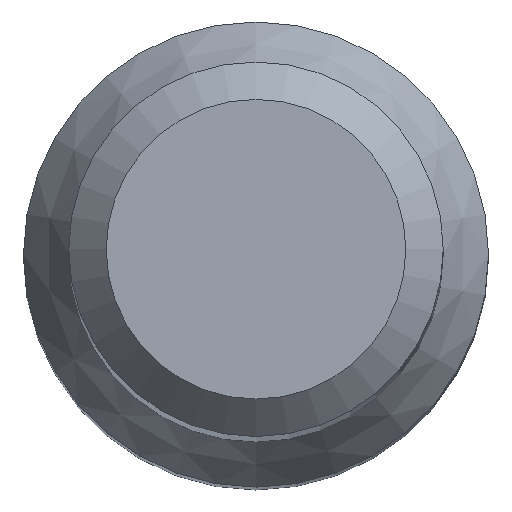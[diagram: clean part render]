
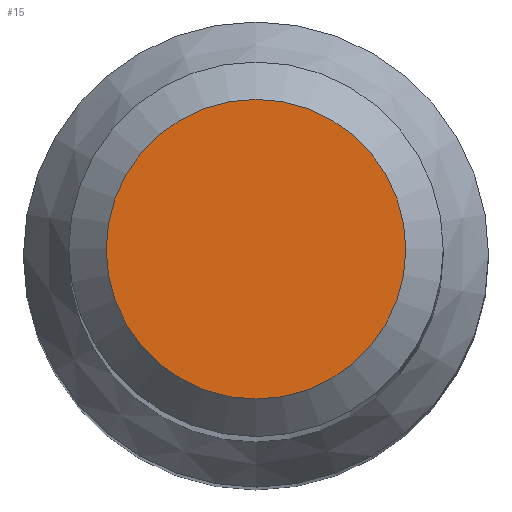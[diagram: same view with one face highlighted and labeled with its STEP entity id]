
A CAD part, top view. The second image highlights one B-rep face of the part: STEP entity #15.
In plain terms, the highlighted planar face has unit normal (0, 0, 1).
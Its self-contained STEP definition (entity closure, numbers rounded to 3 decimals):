
#6 = AXIS2_PLACEMENT_3D ( 'NONE', #71, #226, #171 ) ;
#15 = ADVANCED_FACE ( 'NONE', ( #23 ), #190, .F. ) ;
#23 = FACE_OUTER_BOUND ( 'NONE', #202, .T. ) ;
#25 = CIRCLE ( 'NONE', #6, 2. ) ;
#53 = DIRECTION ( 'NONE',  ( 0., 1., 0. ) ) ;
#71 = CARTESIAN_POINT ( 'NONE',  ( 0., 0., 63. ) ) ;
#73 = CARTESIAN_POINT ( 'NONE',  ( 0., 0., 63. ) ) ;
#94 = DIRECTION ( 'NONE',  ( 0., 0., -1. ) ) ;
#111 = VERTEX_POINT ( 'NONE', #142 ) ;
#142 = CARTESIAN_POINT ( 'NONE',  ( 0., 2., 63. ) ) ;
#145 = EDGE_CURVE ( 'NONE', #111, #111, #25, .T. ) ;
#148 = AXIS2_PLACEMENT_3D ( 'NONE', #73, #94, #53 ) ;
#171 = DIRECTION ( 'NONE',  ( 0., 1., 0. ) ) ;
#190 = PLANE ( 'NONE',  #148 ) ;
#200 = ORIENTED_EDGE ( 'NONE', *, *, #145, .F. ) ;
#202 = EDGE_LOOP ( 'NONE', ( #200 ) ) ;
#226 = DIRECTION ( 'NONE',  ( 0., 0., -1. ) ) ;
